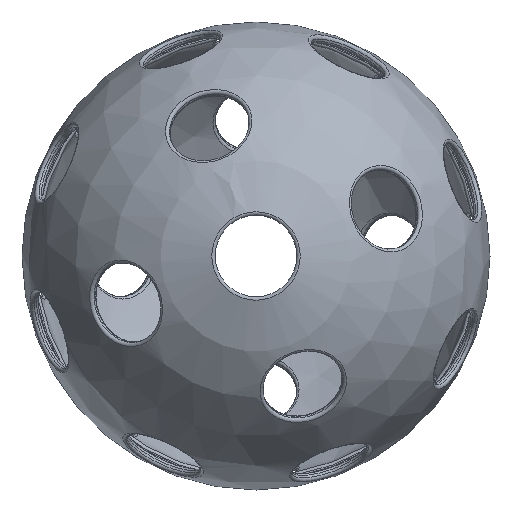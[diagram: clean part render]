
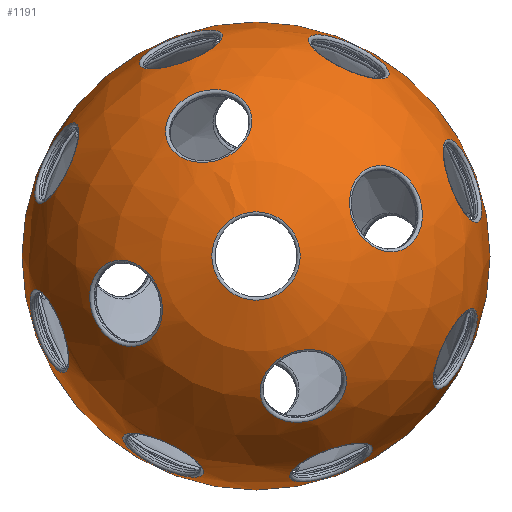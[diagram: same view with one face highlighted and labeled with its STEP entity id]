
A CAD part, front view. The second image highlights one B-rep face of the part: STEP entity #1191.
In plain terms, the highlighted spherical face has radius 63.5 mm.
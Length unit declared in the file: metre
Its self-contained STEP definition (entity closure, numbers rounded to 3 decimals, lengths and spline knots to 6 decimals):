
#74=SPHERICAL_SURFACE('',#1368,0.0635);
#206=ORIENTED_EDGE('',*,*,#379,.T.);
#207=ORIENTED_EDGE('',*,*,#380,.T.);
#208=ORIENTED_EDGE('',*,*,#381,.T.);
#209=ORIENTED_EDGE('',*,*,#382,.T.);
#210=ORIENTED_EDGE('',*,*,#383,.T.);
#211=ORIENTED_EDGE('',*,*,#384,.T.);
#212=ORIENTED_EDGE('',*,*,#385,.T.);
#213=ORIENTED_EDGE('',*,*,#386,.T.);
#214=ORIENTED_EDGE('',*,*,#387,.T.);
#215=ORIENTED_EDGE('',*,*,#388,.T.);
#216=ORIENTED_EDGE('',*,*,#389,.T.);
#217=ORIENTED_EDGE('',*,*,#390,.T.);
#218=ORIENTED_EDGE('',*,*,#391,.T.);
#219=ORIENTED_EDGE('',*,*,#392,.T.);
#379=EDGE_CURVE('',#494,#494,#609,.F.);
#380=EDGE_CURVE('',#495,#495,#610,.T.);
#381=EDGE_CURVE('',#496,#496,#611,.T.);
#382=EDGE_CURVE('',#497,#497,#612,.T.);
#383=EDGE_CURVE('',#498,#498,#613,.T.);
#384=EDGE_CURVE('',#499,#499,#614,.T.);
#385=EDGE_CURVE('',#500,#500,#615,.T.);
#386=EDGE_CURVE('',#501,#501,#616,.T.);
#387=EDGE_CURVE('',#502,#502,#617,.T.);
#388=EDGE_CURVE('',#503,#503,#618,.T.);
#389=EDGE_CURVE('',#504,#504,#619,.T.);
#390=EDGE_CURVE('',#505,#505,#620,.T.);
#391=EDGE_CURVE('',#506,#506,#621,.T.);
#392=EDGE_CURVE('',#507,#507,#622,.T.);
#494=VERTEX_POINT('',#2064);
#495=VERTEX_POINT('',#2066);
#496=VERTEX_POINT('',#2068);
#497=VERTEX_POINT('',#2070);
#498=VERTEX_POINT('',#2072);
#499=VERTEX_POINT('',#2074);
#500=VERTEX_POINT('',#2076);
#501=VERTEX_POINT('',#2078);
#502=VERTEX_POINT('',#2080);
#503=VERTEX_POINT('',#2082);
#504=VERTEX_POINT('',#2084);
#505=VERTEX_POINT('',#2086);
#506=VERTEX_POINT('',#2088);
#507=VERTEX_POINT('',#2090);
#609=CIRCLE('',#1369,0.0635);
#610=CIRCLE('',#1370,0.011993);
#611=CIRCLE('',#1371,0.011993);
#612=CIRCLE('',#1372,0.011993);
#613=CIRCLE('',#1373,0.011993);
#614=CIRCLE('',#1374,0.011993);
#615=CIRCLE('',#1375,0.011993);
#616=CIRCLE('',#1376,0.011993);
#617=CIRCLE('',#1377,0.011993);
#618=CIRCLE('',#1378,0.011993);
#619=CIRCLE('',#1379,0.011993);
#620=CIRCLE('',#1380,0.011993);
#621=CIRCLE('',#1381,0.011993);
#622=CIRCLE('',#1382,0.011993);
#781=EDGE_LOOP('',(#206));
#782=EDGE_LOOP('',(#207));
#783=EDGE_LOOP('',(#208));
#784=EDGE_LOOP('',(#209));
#785=EDGE_LOOP('',(#210));
#786=EDGE_LOOP('',(#211));
#787=EDGE_LOOP('',(#212));
#788=EDGE_LOOP('',(#213));
#789=EDGE_LOOP('',(#214));
#790=EDGE_LOOP('',(#215));
#791=EDGE_LOOP('',(#216));
#792=EDGE_LOOP('',(#217));
#793=EDGE_LOOP('',(#218));
#794=EDGE_LOOP('',(#219));
#1011=FACE_BOUND('',#781,.T.);
#1012=FACE_BOUND('',#782,.T.);
#1013=FACE_BOUND('',#783,.T.);
#1014=FACE_BOUND('',#784,.T.);
#1015=FACE_BOUND('',#785,.T.);
#1016=FACE_BOUND('',#786,.T.);
#1017=FACE_BOUND('',#787,.T.);
#1018=FACE_BOUND('',#788,.T.);
#1019=FACE_BOUND('',#789,.T.);
#1020=FACE_BOUND('',#790,.T.);
#1021=FACE_BOUND('',#791,.T.);
#1022=FACE_BOUND('',#792,.T.);
#1023=FACE_BOUND('',#793,.T.);
#1024=FACE_BOUND('',#794,.T.);
#1191=ADVANCED_FACE('',(#1011,#1012,#1013,#1014,#1015,#1016,#1017,#1018,
#1019,#1020,#1021,#1022,#1023,#1024),#74,.T.);
#1368=AXIS2_PLACEMENT_3D('',#2062,#1702,#1703);
#1369=AXIS2_PLACEMENT_3D('',#2063,#1704,#1705);
#1370=AXIS2_PLACEMENT_3D('',#2065,#1706,#1707);
#1371=AXIS2_PLACEMENT_3D('',#2067,#1708,#1709);
#1372=AXIS2_PLACEMENT_3D('',#2069,#1710,#1711);
#1373=AXIS2_PLACEMENT_3D('',#2071,#1712,#1713);
#1374=AXIS2_PLACEMENT_3D('',#2073,#1714,#1715);
#1375=AXIS2_PLACEMENT_3D('',#2075,#1716,#1717);
#1376=AXIS2_PLACEMENT_3D('',#2077,#1718,#1719);
#1377=AXIS2_PLACEMENT_3D('',#2079,#1720,#1721);
#1378=AXIS2_PLACEMENT_3D('',#2081,#1722,#1723);
#1379=AXIS2_PLACEMENT_3D('',#2083,#1724,#1725);
#1380=AXIS2_PLACEMENT_3D('',#2085,#1726,#1727);
#1381=AXIS2_PLACEMENT_3D('',#2087,#1728,#1729);
#1382=AXIS2_PLACEMENT_3D('',#2089,#1730,#1731);
#1702=DIRECTION('',(0.,-1.,0.));
#1703=DIRECTION('',(-0.342,0.,0.94));
#1704=DIRECTION('',(0.,1.,0.));
#1705=DIRECTION('',(-0.342,0.,0.94));
#1706=DIRECTION('',(-0.867,0.292,0.404));
#1707=DIRECTION('',(-0.423,0.,-0.906));
#1708=DIRECTION('',(-0.327,0.292,0.899));
#1709=DIRECTION('',(-0.1,-0.956,0.275));
#1710=DIRECTION('',(0.404,0.292,0.867));
#1711=DIRECTION('',(-0.906,0.,0.423));
#1712=DIRECTION('',(0.899,0.292,0.327));
#1713=DIRECTION('',(0.275,-0.956,0.1));
#1714=DIRECTION('',(0.867,0.292,-0.404));
#1715=DIRECTION('',(0.423,0.,0.906));
#1716=DIRECTION('',(0.327,0.292,-0.899));
#1717=DIRECTION('',(-0.1,0.956,0.275));
#1718=DIRECTION('',(-0.404,0.292,-0.867));
#1719=DIRECTION('',(0.906,0.,-0.423));
#1720=DIRECTION('',(-0.899,0.292,-0.327));
#1721=DIRECTION('',(0.275,0.956,0.1));
#1722=DIRECTION('',(-0.566,0.799,-0.206));
#1723=DIRECTION('',(0.75,0.602,0.273));
#1724=DIRECTION('',(-0.206,0.799,0.566));
#1725=DIRECTION('',(-0.273,-0.602,0.75));
#1726=DIRECTION('',(0.206,0.799,-0.566));
#1727=DIRECTION('',(-0.273,0.602,0.75));
#1728=DIRECTION('',(0.566,0.799,0.206));
#1729=DIRECTION('',(0.75,-0.602,0.273));
#1730=DIRECTION('',(0.,1.,0.));
#1731=DIRECTION('',(-0.342,0.,0.94));
#2062=CARTESIAN_POINT('',(0.,0.,0.));
#2063=CARTESIAN_POINT('',(0.,-0.000025,0.));
#2064=CARTESIAN_POINT('',(-0.021718,-0.000025,0.05967));
#2065=CARTESIAN_POINT('',(0.054045,-0.018231,-0.025202));
#2066=CARTESIAN_POINT('',(0.048977,-0.018231,-0.036071));
#2067=CARTESIAN_POINT('',(0.020396,-0.018231,-0.056036));
#2068=CARTESIAN_POINT('',(0.019196,-0.0297,-0.052741));
#2069=CARTESIAN_POINT('',(-0.025202,-0.018231,-0.054045));
#2070=CARTESIAN_POINT('',(-0.036071,-0.018231,-0.048977));
#2071=CARTESIAN_POINT('',(-0.056036,-0.018231,-0.020396));
#2072=CARTESIAN_POINT('',(-0.052741,-0.0297,-0.019196));
#2073=CARTESIAN_POINT('',(-0.054045,-0.018231,0.025202));
#2074=CARTESIAN_POINT('',(-0.048977,-0.018231,0.036071));
#2075=CARTESIAN_POINT('',(-0.020396,-0.018231,0.056036));
#2076=CARTESIAN_POINT('',(-0.021595,-0.006763,0.059331));
#2077=CARTESIAN_POINT('',(0.025202,-0.018231,0.054045));
#2078=CARTESIAN_POINT('',(0.036071,-0.018231,0.048977));
#2079=CARTESIAN_POINT('',(0.056036,-0.018231,0.020396));
#2080=CARTESIAN_POINT('',(0.059331,-0.006763,0.021595));
#2081=CARTESIAN_POINT('',(0.035264,-0.049801,0.012835));
#2082=CARTESIAN_POINT('',(0.044264,-0.042583,0.016111));
#2083=CARTESIAN_POINT('',(0.012835,-0.049801,-0.035264));
#2084=CARTESIAN_POINT('',(0.009559,-0.057018,-0.026264));
#2085=CARTESIAN_POINT('',(-0.012835,-0.049801,0.035264));
#2086=CARTESIAN_POINT('',(-0.016111,-0.042583,0.044264));
#2087=CARTESIAN_POINT('',(-0.035264,-0.049801,-0.012835));
#2088=CARTESIAN_POINT('',(-0.026264,-0.057018,-0.009559));
#2089=CARTESIAN_POINT('',(0.,-0.062357,0.));
#2090=CARTESIAN_POINT('',(-0.004102,-0.062357,0.011269));
